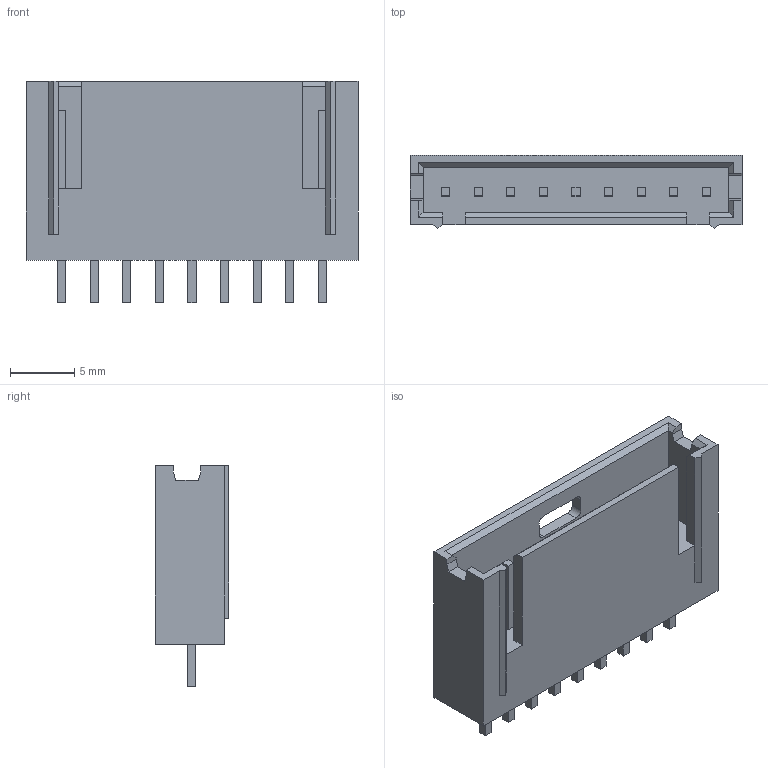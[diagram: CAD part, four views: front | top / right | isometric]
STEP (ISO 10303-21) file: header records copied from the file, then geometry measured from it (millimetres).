
FILE_DESCRIPTION((''),'2;1');
FILE_NAME('C-5-103414-7','2007-12-27T',('workeradm'),('Tyco Electronics Corporation'),'PRO/ENGINEER BY PARAMETRIC TECHNOLOGY CORPORATION, 2005450','PRO/ENGINEER BY PARAMETRIC TECHNOLOGY CORPORATION, 2005450','');
FILE_SCHEMA(('CONFIG_CONTROL_DESIGN', 'GEOMETRIC_VALIDATION_PROPERTIES_MIM'));
Length unit declared in the file: millimetre
Products named in the file (1): C-5-103414-7
Bounding box: 25.91 x 5.75 x 17.25 mm (x, y, z)
Volume: 1249.2 mm3; surface area: 1786.4 mm2
Topology: 1 solids, 1 shells, 142 faces, 360 edges, 238 vertices
Faces by surface type: plane 138, cylinder 4
Entity records: 4317 total; most frequent: CARTESIAN_POINT 741, ORIENTED_EDGE 720, DIRECTION 652, EDGE_CURVE 360, VECTOR 352, LINE 352, VERTEX_POINT 238, EDGE_LOOP 162
